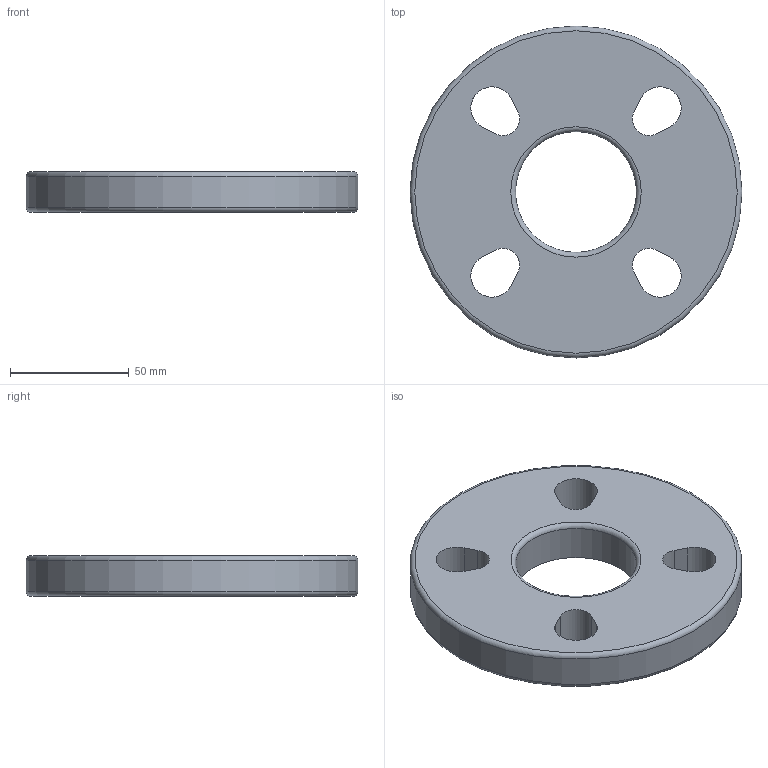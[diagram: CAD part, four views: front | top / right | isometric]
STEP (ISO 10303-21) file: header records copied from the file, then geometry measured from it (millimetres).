
FILE_DESCRIPTION(/* description */ (''),/* implementation_level */ '2;1');
FILE_NAME(/* name */ 'AC.040.UBR.stp',/* time_stamp */ '2015-08-18T13:34:50+01:00',/* author */ ('mowen'),/* organization */ ('CPV Limited'),/* preprocessor_version */ 'ST-DEVELOPER v15.2',/* originating_system */ 'Autodesk Inventor 2014',/* authorisation */ '');
FILE_SCHEMA (('AUTOMOTIVE_DESIGN { 1 0 10303 214 3 1 1 }'));
Length unit declared in the file: millimetre
Products named in the file (1): AC.040.UBR
Bounding box: 140 x 140 x 17 mm (x, y, z)
Volume: 204781.2 mm3; surface area: 37847.2 mm2
Topology: 1 solids, 1 shells, 23 faces, 60 edges, 39 vertices
Faces by surface type: cylinder 10, plane 10, torus 3
Full cylindrical faces by diameter (mm): 51 x1, 140 x1
Entity records: 732 total; most frequent: DIRECTION 126, CARTESIAN_POINT 118, ORIENTED_EDGE 110, EDGE_CURVE 55, AXIS2_PLACEMENT_3D 47, VERTEX_POINT 39, EDGE_LOOP 38, LINE 32
